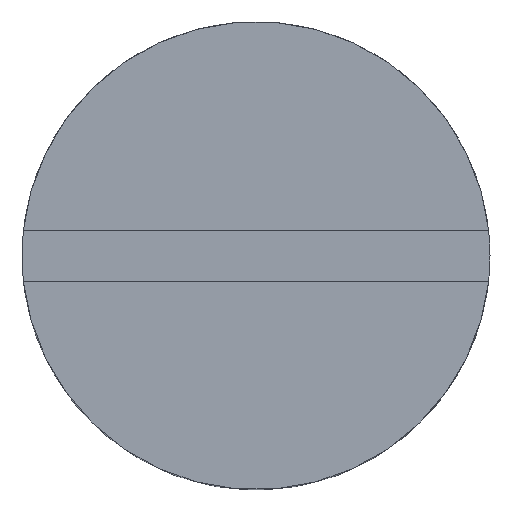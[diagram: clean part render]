
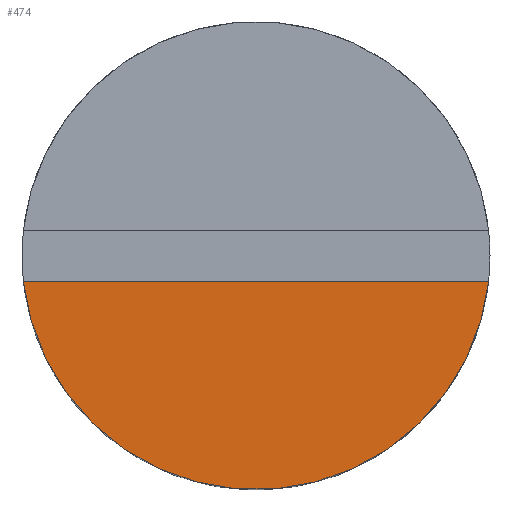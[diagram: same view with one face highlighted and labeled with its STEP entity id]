
A CAD part, top view. The second image highlights one B-rep face of the part: STEP entity #474.
In plain terms, the highlighted planar face has unit normal (0, 0, 1).
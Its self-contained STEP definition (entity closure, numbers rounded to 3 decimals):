
#133 = CYLINDRICAL_SURFACE('',#134,2.75);
#134 = AXIS2_PLACEMENT_3D('',#135,#136,#137);
#135 = CARTESIAN_POINT('',(0.,0.,9.45));
#136 = DIRECTION('',(0.,0.,1.));
#137 = DIRECTION('',(1.,0.,0.));
#303 = VERTEX_POINT('',#304);
#304 = CARTESIAN_POINT('',(-2.734,-0.3,11.83));
#317 = PLANE('',#318);
#318 = AXIS2_PLACEMENT_3D('',#319,#320,#321);
#319 = CARTESIAN_POINT('',(2.934,-0.3,11.83));
#320 = DIRECTION('',(0.,1.,0.));
#321 = DIRECTION('',(-1.,0.,0.));
#328 = EDGE_CURVE('',#329,#303,#331,.T.);
#329 = VERTEX_POINT('',#330);
#330 = CARTESIAN_POINT('',(2.734,-0.3,11.83));
#331 = SURFACE_CURVE('',#332,(#337,#344),.PCURVE_S1.);
#332 = CIRCLE('',#333,2.75);
#333 = AXIS2_PLACEMENT_3D('',#334,#335,#336);
#334 = CARTESIAN_POINT('',(0.,0.,11.83));
#335 = DIRECTION('',(0.,0.,-1.));
#336 = DIRECTION('',(1.,0.,0.));
#337 = PCURVE('',#133,#338);
#338 = DEFINITIONAL_REPRESENTATION('',(#339),#343);
#339 = LINE('',#340,#341);
#340 = CARTESIAN_POINT('',(-0.,2.38));
#341 = VECTOR('',#342,1.);
#342 = DIRECTION('',(-1.,0.));
#343 = ( GEOMETRIC_REPRESENTATION_CONTEXT(2) 
PARAMETRIC_REPRESENTATION_CONTEXT() REPRESENTATION_CONTEXT('2D SPACE',''
  ) );
#344 = PCURVE('',#345,#350);
#345 = PLANE('',#346);
#346 = AXIS2_PLACEMENT_3D('',#347,#348,#349);
#347 = CARTESIAN_POINT('',(0.,0.,11.83));
#348 = DIRECTION('',(0.,0.,-1.));
#349 = DIRECTION('',(1.,0.,0.));
#350 = DEFINITIONAL_REPRESENTATION('',(#351),#355);
#351 = CIRCLE('',#352,2.75);
#352 = AXIS2_PLACEMENT_2D('',#353,#354);
#353 = CARTESIAN_POINT('',(0.,0.));
#354 = DIRECTION('',(1.,0.));
#355 = ( GEOMETRIC_REPRESENTATION_CONTEXT(2) 
PARAMETRIC_REPRESENTATION_CONTEXT() REPRESENTATION_CONTEXT('2D SPACE',''
  ) );
#451 = EDGE_CURVE('',#329,#303,#452,.T.);
#452 = SURFACE_CURVE('',#453,(#457,#464),.PCURVE_S1.);
#453 = LINE('',#454,#455);
#454 = CARTESIAN_POINT('',(2.934,-0.3,11.83));
#455 = VECTOR('',#456,1.);
#456 = DIRECTION('',(-1.,0.,0.));
#457 = PCURVE('',#317,#458);
#458 = DEFINITIONAL_REPRESENTATION('',(#459),#463);
#459 = LINE('',#460,#461);
#460 = CARTESIAN_POINT('',(0.,0.));
#461 = VECTOR('',#462,1.);
#462 = DIRECTION('',(1.,0.));
#463 = ( GEOMETRIC_REPRESENTATION_CONTEXT(2) 
PARAMETRIC_REPRESENTATION_CONTEXT() REPRESENTATION_CONTEXT('2D SPACE',''
  ) );
#464 = PCURVE('',#345,#465);
#465 = DEFINITIONAL_REPRESENTATION('',(#466),#470);
#466 = LINE('',#467,#468);
#467 = CARTESIAN_POINT('',(2.934,0.3));
#468 = VECTOR('',#469,1.);
#469 = DIRECTION('',(-1.,0.));
#470 = ( GEOMETRIC_REPRESENTATION_CONTEXT(2) 
PARAMETRIC_REPRESENTATION_CONTEXT() REPRESENTATION_CONTEXT('2D SPACE',''
  ) );
#474 = ADVANCED_FACE('',(#475),#345,.F.);
#475 = FACE_BOUND('',#476,.F.);
#476 = EDGE_LOOP('',(#477,#478));
#477 = ORIENTED_EDGE('',*,*,#451,.F.);
#478 = ORIENTED_EDGE('',*,*,#328,.T.);
